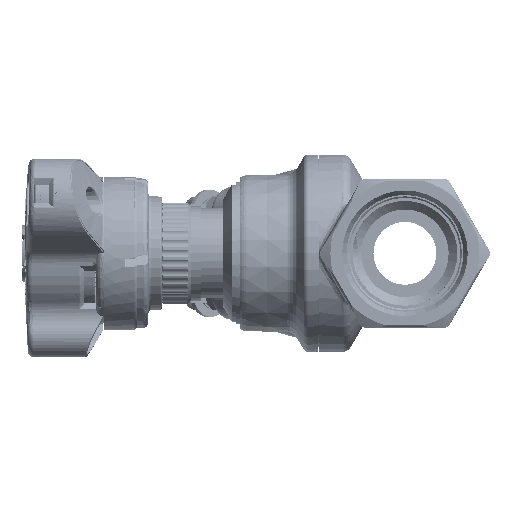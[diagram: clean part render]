
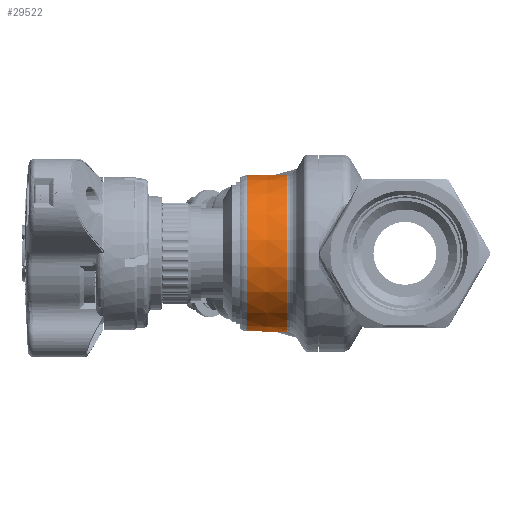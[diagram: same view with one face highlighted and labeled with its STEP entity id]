
A CAD part, left-side view. The second image highlights one B-rep face of the part: STEP entity #29522.
In plain terms, the highlighted conical face has half-angle 1 degrees and reference radius 26.115 mm.
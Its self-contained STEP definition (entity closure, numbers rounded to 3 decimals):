
#15870=CARTESIAN_POINT('',(0.,52.679,0.));
#15871=DIRECTION('',(0.,-1.,0.));
#15872=DIRECTION('',(0.854,0.,0.52));
#15873=AXIS2_PLACEMENT_3D('',#15870,#15871,#15872);
#15875=CARTESIAN_POINT('',(0.,52.679,0.));
#15876=DIRECTION('',(0.,-1.,0.));
#15877=DIRECTION('',(-1.,0.,0.));
#15878=AXIS2_PLACEMENT_3D('',#15875,#15876,#15877);
#15908=CARTESIAN_POINT('',(12.136,39.46,
-23.254));
#15909=CARTESIAN_POINT('',(12.087,40.107,
-23.267));
#15910=CARTESIAN_POINT('',(11.986,41.408,
-23.292));
#15911=CARTESIAN_POINT('',(11.833,43.407,
-23.332));
#15912=CARTESIAN_POINT('',(11.733,44.711,
-23.358));
#15913=CARTESIAN_POINT('',(11.683,45.362,
-23.37));
#15915=CARTESIAN_POINT('',(11.683,45.362,
-23.37));
#15916=CARTESIAN_POINT('',(11.679,45.413,
-23.371));
#15917=CARTESIAN_POINT('',(11.677,45.517,
-23.37));
#15918=CARTESIAN_POINT('',(11.691,45.676,
-23.36));
#15919=CARTESIAN_POINT('',(11.724,45.839,
-23.34));
#15920=CARTESIAN_POINT('',(11.778,46.008,
-23.31));
#15921=CARTESIAN_POINT('',(11.858,46.187,
-23.266));
#15922=CARTESIAN_POINT('',(11.968,46.378,
-23.206));
#15923=CARTESIAN_POINT('',(12.114,46.58,
-23.126));
#15924=CARTESIAN_POINT('',(12.3,46.792,
-23.024));
#15925=CARTESIAN_POINT('',(12.528,47.011,
-22.896));
#15926=CARTESIAN_POINT('',(12.802,47.236,
-22.74));
#15927=CARTESIAN_POINT('',(13.124,47.467,
-22.551));
#15928=CARTESIAN_POINT('',(13.499,47.701,
-22.324));
#15929=CARTESIAN_POINT('',(13.929,47.939,
-22.054));
#15930=CARTESIAN_POINT('',(14.418,48.18,
-21.733));
#15931=CARTESIAN_POINT('',(14.97,48.424,
-21.352));
#15932=CARTESIAN_POINT('',(15.59,48.668,
-20.9));
#15933=CARTESIAN_POINT('',(16.282,48.914,
-20.362));
#15934=CARTESIAN_POINT('',(17.052,49.159,
-19.718));
#15935=CARTESIAN_POINT('',(17.903,49.402,
-18.947));
#15936=CARTESIAN_POINT('',(18.852,49.644,
-18.));
#15937=CARTESIAN_POINT('',(19.828,49.865,
-16.916));
#15938=CARTESIAN_POINT('',(20.436,49.988,
-16.157));
#15939=CARTESIAN_POINT('',(20.733,50.045,
-15.765));
#15941=CARTESIAN_POINT('',(20.733,50.045,
-15.765));
#15942=CARTESIAN_POINT('',(20.881,50.335,
-15.562));
#15943=CARTESIAN_POINT('',(21.164,50.877,
-15.162));
#15944=CARTESIAN_POINT('',(21.548,51.574,
-14.588));
#15945=CARTESIAN_POINT('',(21.898,52.173,
-14.039));
#15946=CARTESIAN_POINT('',(22.112,52.519,
-13.683));
#15947=CARTESIAN_POINT('',(22.214,52.679,
-13.51));
#15949=CARTESIAN_POINT('',(22.214,52.679,13.51));
#15950=CARTESIAN_POINT('',(22.112,52.519,13.683));
#15951=CARTESIAN_POINT('',(21.898,52.173,14.039));
#15952=CARTESIAN_POINT('',(21.548,51.574,14.588));
#15953=CARTESIAN_POINT('',(21.164,50.877,15.162));
#15954=CARTESIAN_POINT('',(20.881,50.335,15.562));
#15955=CARTESIAN_POINT('',(20.733,50.045,15.765));
#15957=CARTESIAN_POINT('',(11.683,45.362,23.37));
#15958=CARTESIAN_POINT('',(11.733,44.714,23.358));
#15959=CARTESIAN_POINT('',(11.832,43.413,23.332));
#15960=CARTESIAN_POINT('',(11.986,41.414,23.293));
#15961=CARTESIAN_POINT('',(12.086,40.11,23.267));
#15962=CARTESIAN_POINT('',(12.136,39.46,23.254));
#15998=CARTESIAN_POINT('',(0.,39.46,0.));
#15999=DIRECTION('',(0.,1.,0.));
#16000=DIRECTION('',(0.463,0.,-0.887));
#16001=AXIS2_PLACEMENT_3D('',#15998,#15999,#16000);
#16003=CARTESIAN_POINT('',(0.,39.46,0.));
#16004=DIRECTION('',(0.,1.,0.));
#16005=DIRECTION('',(-1.,0.,0.));
#16006=AXIS2_PLACEMENT_3D('',#16003,#16004,#16005);
#17109=CARTESIAN_POINT('',(11.683,45.362,23.37));
#17110=CARTESIAN_POINT('',(11.679,45.413,23.371));
#17111=CARTESIAN_POINT('',(11.677,45.517,23.37));
#17112=CARTESIAN_POINT('',(11.691,45.676,23.36));
#17113=CARTESIAN_POINT('',(11.724,45.839,23.34));
#17114=CARTESIAN_POINT('',(11.778,46.008,23.31));
#17115=CARTESIAN_POINT('',(11.858,46.187,23.266));
#17116=CARTESIAN_POINT('',(11.968,46.378,23.206));
#17117=CARTESIAN_POINT('',(12.114,46.58,23.126));
#17118=CARTESIAN_POINT('',(12.3,46.792,23.024));
#17119=CARTESIAN_POINT('',(12.528,47.011,22.896));
#17120=CARTESIAN_POINT('',(12.802,47.236,22.74));
#17121=CARTESIAN_POINT('',(13.124,47.467,22.551));
#17122=CARTESIAN_POINT('',(13.499,47.701,22.324));
#17123=CARTESIAN_POINT('',(13.929,47.939,22.054));
#17124=CARTESIAN_POINT('',(14.418,48.18,21.733));
#17125=CARTESIAN_POINT('',(14.97,48.424,21.352));
#17126=CARTESIAN_POINT('',(15.59,48.668,20.9));
#17127=CARTESIAN_POINT('',(16.282,48.914,20.362));
#17128=CARTESIAN_POINT('',(17.052,49.159,19.718));
#17129=CARTESIAN_POINT('',(17.903,49.402,18.947));
#17130=CARTESIAN_POINT('',(18.852,49.644,18.));
#17131=CARTESIAN_POINT('',(19.828,49.865,16.916));
#17132=CARTESIAN_POINT('',(20.436,49.988,16.157));
#17133=CARTESIAN_POINT('',(20.733,50.045,15.765));
#26076=CARTESIAN_POINT('',(22.214,52.679,13.51));
#26077=CARTESIAN_POINT('',(-26.,52.679,0.));
#26078=VERTEX_POINT('',#26076);
#26079=VERTEX_POINT('',#26077);
#26080=CARTESIAN_POINT('',(22.214,52.679,
-13.51));
#26081=VERTEX_POINT('',#26080);
#26084=CARTESIAN_POINT('',(-26.231,39.46,
0.));
#26085=CARTESIAN_POINT('',(12.136,39.46,23.254));
#26086=VERTEX_POINT('',#26084);
#26087=VERTEX_POINT('',#26085);
#26088=CARTESIAN_POINT('',(12.136,39.46,
-23.254));
#26089=VERTEX_POINT('',#26088);
#26090=VERTEX_POINT('',#15913);
#26091=VERTEX_POINT('',#15939);
#26092=VERTEX_POINT('',#15955);
#26093=VERTEX_POINT('',#17109);
#29497=CARTESIAN_POINT('',(0.,46.069,0.));
#29498=DIRECTION('',(0.,-1.,0.));
#29499=DIRECTION('',(1.,0.,0.));
#29500=AXIS2_PLACEMENT_3D('',#29497,#29498,#29499);
#29501=CONICAL_SURFACE('',#29500,26.115,1.);
#29503=ORIENTED_EDGE('',*,*,#29502,.F.);
#29505=ORIENTED_EDGE('',*,*,#29504,.F.);
#29507=ORIENTED_EDGE('',*,*,#29506,.T.);
#29509=ORIENTED_EDGE('',*,*,#29508,.T.);
#29511=ORIENTED_EDGE('',*,*,#29510,.T.);
#29512=ORIENTED_EDGE('',*,*,#29482,.F.);
#29513=ORIENTED_EDGE('',*,*,#29480,.F.);
#29515=ORIENTED_EDGE('',*,*,#29514,.T.);
#29517=ORIENTED_EDGE('',*,*,#29516,.F.);
#29519=ORIENTED_EDGE('',*,*,#29518,.T.);
#29520=EDGE_LOOP('',(#29503,#29505,#29507,#29509,#29511,#29512,#29513,#29515,
#29517,#29519));
#29521=FACE_OUTER_BOUND('',#29520,.F.);
#29522=ADVANCED_FACE('',(#29521),#29501,.T.);
#15874=CIRCLE('',#15873,26.);
#15879=CIRCLE('',#15878,26.);
#15914=B_SPLINE_CURVE_WITH_KNOTS('',3,(#15908,#15909,#15910,#15911,#15912,
#15913),.UNSPECIFIED.,.F.,.F.,(4,1,1,4),(0.,0.333,
0.667,1.),.UNSPECIFIED.);
#15940=B_SPLINE_CURVE_WITH_KNOTS('',3,(#15915,#15916,#15917,#15918,#15919,
#15920,#15921,#15922,#15923,#15924,#15925,#15926,#15927,#15928,#15929,#15930,
#15931,#15932,#15933,#15934,#15935,#15936,#15937,#15938,#15939),.UNSPECIFIED.,
.F.,.F.,(4,1,1,1,1,1,1,1,1,1,1,1,1,1,1,1,1,1,1,1,1,1,4),(0.,0.045,
0.091,0.136,0.182,0.227,
0.273,0.318,0.364,0.409,
0.455,0.5,0.545,0.591,0.636,
0.682,0.727,0.773,0.818,
0.864,0.909,0.955,1.),.UNSPECIFIED.);
#15948=B_SPLINE_CURVE_WITH_KNOTS('',3,(#15941,#15942,#15943,#15944,#15945,
#15946,#15947),.UNSPECIFIED.,.F.,.F.,(4,1,1,1,4),(0.,0.25,0.5,0.75,
1.),.UNSPECIFIED.);
#15956=B_SPLINE_CURVE_WITH_KNOTS('',3,(#15949,#15950,#15951,#15952,#15953,
#15954,#15955),.UNSPECIFIED.,.F.,.F.,(4,1,1,1,4),(0.,0.25,0.5,0.75,
1.),.UNSPECIFIED.);
#15963=B_SPLINE_CURVE_WITH_KNOTS('',3,(#15957,#15958,#15959,#15960,#15961,
#15962),.UNSPECIFIED.,.F.,.F.,(4,1,1,4),(0.,0.333,
0.667,1.),.UNSPECIFIED.);
#16002=CIRCLE('',#16001,26.231);
#16007=CIRCLE('',#16006,26.231);
#17134=B_SPLINE_CURVE_WITH_KNOTS('',3,(#17109,#17110,#17111,#17112,#17113,
#17114,#17115,#17116,#17117,#17118,#17119,#17120,#17121,#17122,#17123,#17124,
#17125,#17126,#17127,#17128,#17129,#17130,#17131,#17132,#17133),.UNSPECIFIED.,
.F.,.F.,(4,1,1,1,1,1,1,1,1,1,1,1,1,1,1,1,1,1,1,1,1,1,4),(0.,0.045,
0.091,0.136,0.182,0.227,
0.273,0.318,0.364,0.409,
0.455,0.5,0.545,0.591,0.636,
0.682,0.727,0.773,0.818,
0.864,0.909,0.955,1.),.UNSPECIFIED.);
#29480=EDGE_CURVE('',#26078,#26079,#15874,.T.);
#29482=EDGE_CURVE('',#26079,#26081,#15879,.T.);
#29502=EDGE_CURVE('',#26086,#26087,#16007,.T.);
#29504=EDGE_CURVE('',#26089,#26086,#16002,.T.);
#29506=EDGE_CURVE('',#26089,#26090,#15914,.T.);
#29508=EDGE_CURVE('',#26090,#26091,#15940,.T.);
#29510=EDGE_CURVE('',#26091,#26081,#15948,.T.);
#29514=EDGE_CURVE('',#26078,#26092,#15956,.T.);
#29516=EDGE_CURVE('',#26093,#26092,#17134,.T.);
#29518=EDGE_CURVE('',#26093,#26087,#15963,.T.);
